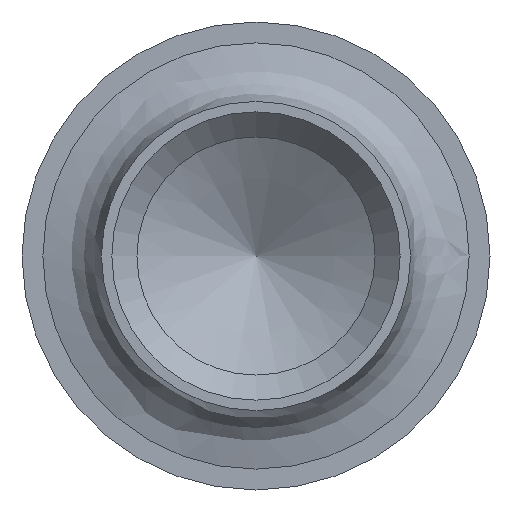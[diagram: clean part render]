
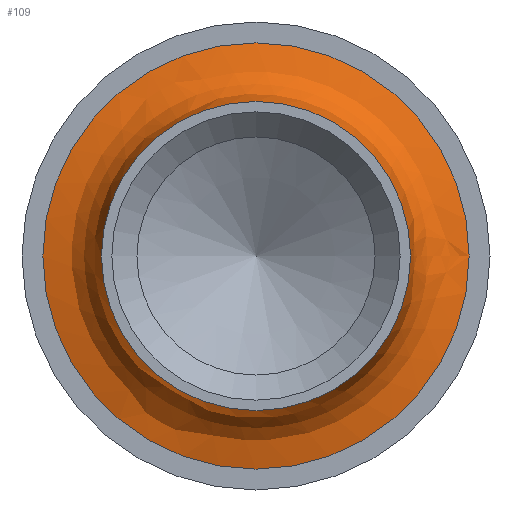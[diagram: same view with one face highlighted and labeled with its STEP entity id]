
A CAD part, front view. The second image highlights one B-rep face of the part: STEP entity #109.
In plain terms, the highlighted free-form (B-spline) face has degree [2, 2] with [7, 3] control points.
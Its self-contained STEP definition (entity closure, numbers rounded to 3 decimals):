
#42=(
BOUNDED_SURFACE()
B_SPLINE_SURFACE(2,2,((#596,#597,#598),(#599,#600,#601),(#602,#603,#604),
(#605,#606,#607),(#608,#609,#610),(#611,#612,#613),(#614,#615,#616)),
 .UNSPECIFIED.,.T.,.F.,.F.)
B_SPLINE_SURFACE_WITH_KNOTS((1,2,2,2,2,1),(3,3),(-0.333,0.,
0.333,0.667,1.,1.333),(0.,1.),
 .UNSPECIFIED.)
GEOMETRIC_REPRESENTATION_ITEM()
RATIONAL_B_SPLINE_SURFACE(((1.,0.707,1.),(0.5,0.354,
0.5),(1.,0.707,1.),(0.5,0.354,0.5),(1.,0.707,
1.),(0.5,0.354,0.5),(1.,0.707,1.)))
REPRESENTATION_ITEM('')
SURFACE()
);
#55=FACE_BOUND('',#156,.T.);
#56=FACE_BOUND('',#157,.T.);
#109=ADVANCED_FACE('',(#55,#56),#42,.T.);
#156=EDGE_LOOP('',(#254));
#157=EDGE_LOOP('',(#255));
#198=CIRCLE('',#400,1.85);
#199=CIRCLE('',#402,2.55);
#254=ORIENTED_EDGE('',*,*,#342,.F.);
#255=ORIENTED_EDGE('',*,*,#343,.F.);
#305=VERTEX_POINT('',#592);
#306=VERTEX_POINT('',#595);
#342=EDGE_CURVE('',#305,#305,#198,.T.);
#343=EDGE_CURVE('',#306,#306,#199,.T.);
#400=AXIS2_PLACEMENT_3D('',#591,#484,#485);
#402=AXIS2_PLACEMENT_3D('',#594,#488,#489);
#484=DIRECTION('',(0.,-1.,0.));
#485=DIRECTION('',(1.,0.,0.));
#488=DIRECTION('',(0.,1.,0.));
#489=DIRECTION('',(1.,0.,0.));
#591=CARTESIAN_POINT('',(0.07,-6.223,0.));
#592=CARTESIAN_POINT('',(1.92,-6.223,0.));
#594=CARTESIAN_POINT('',(0.07,-5.523,0.));
#595=CARTESIAN_POINT('',(2.62,-5.523,0.));
#596=CARTESIAN_POINT('',(2.62,-5.523,0.));
#597=CARTESIAN_POINT('',(1.92,-5.523,0.));
#598=CARTESIAN_POINT('',(1.92,-6.223,0.));
#599=CARTESIAN_POINT('',(2.62,-5.523,4.417));
#600=CARTESIAN_POINT('',(1.92,-5.523,3.204));
#601=CARTESIAN_POINT('',(1.92,-6.223,3.204));
#602=CARTESIAN_POINT('',(-1.205,-5.523,2.208));
#603=CARTESIAN_POINT('',(-0.855,-5.523,1.602));
#604=CARTESIAN_POINT('',(-0.855,-6.223,1.602));
#605=CARTESIAN_POINT('',(-5.03,-5.523,0.));
#606=CARTESIAN_POINT('',(-3.63,-5.523,0.));
#607=CARTESIAN_POINT('',(-3.63,-6.223,0.));
#608=CARTESIAN_POINT('',(-1.205,-5.523,-2.208));
#609=CARTESIAN_POINT('',(-0.855,-5.523,-1.602));
#610=CARTESIAN_POINT('',(-0.855,-6.223,-1.602));
#611=CARTESIAN_POINT('',(2.62,-5.523,-4.417));
#612=CARTESIAN_POINT('',(1.92,-5.523,-3.204));
#613=CARTESIAN_POINT('',(1.92,-6.223,-3.204));
#614=CARTESIAN_POINT('',(2.62,-5.523,0.));
#615=CARTESIAN_POINT('',(1.92,-5.523,0.));
#616=CARTESIAN_POINT('',(1.92,-6.223,0.));
